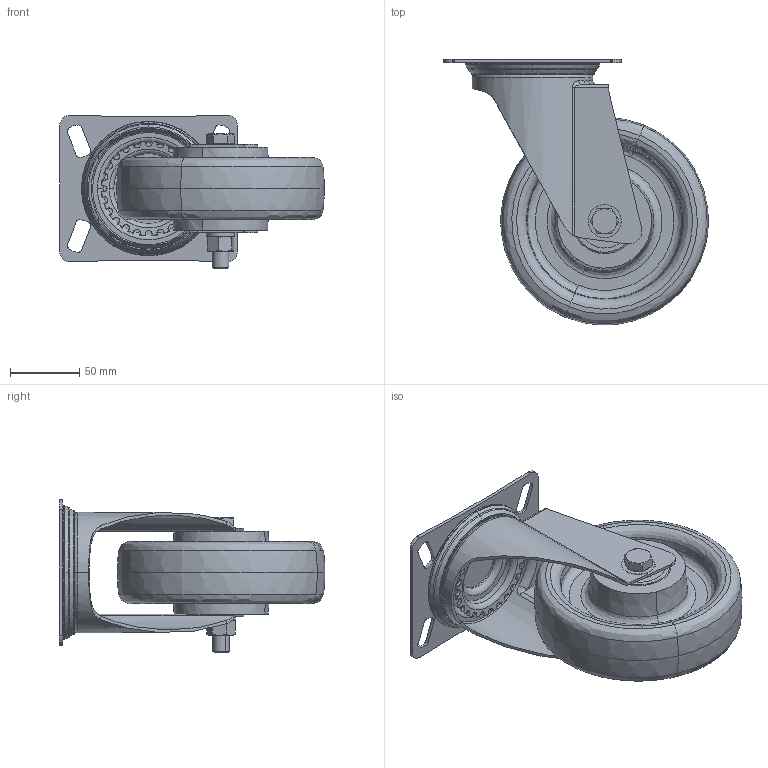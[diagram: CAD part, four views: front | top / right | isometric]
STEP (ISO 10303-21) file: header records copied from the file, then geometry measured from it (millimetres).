
FILE_DESCRIPTION (( 'STEP AP214' ), '1' );
FILE_NAME ('0044375_L-IV-PAM-150-K-3-EC.STEP', '2016-12-16T16:06:29', ( '' ), ( '' ), 'SwSTEP 2.0', 'SolidWorks 2016', '' );
FILE_SCHEMA (( 'AUTOMOTIVE_DESIGN' ));
Length unit declared in the file: millimetre
Products named in the file (1): 0044375_L-IV-PAM-150-K-3-EC
Bounding box: 191.18 x 191.95 x 111 mm (x, y, z)
Surface area: 183633.9 mm2 (no closed solid volume)
Topology: 0 solids, 14 shells, 453 faces, 1084 edges, 677 vertices
Faces by surface type: cylinder 156, bspline 107, plane 96, cone 60, torus 34
Entity records: 27584 total; most frequent: CARTESIAN_POINT 12698, ORIENTED_EDGE 2148, DIRECTION 1939, EDGE_CURVE 1084, AXIS2_PLACEMENT_3D 823, VERTEX_POINT 677, EDGE_LOOP 505, CIRCLE 476
